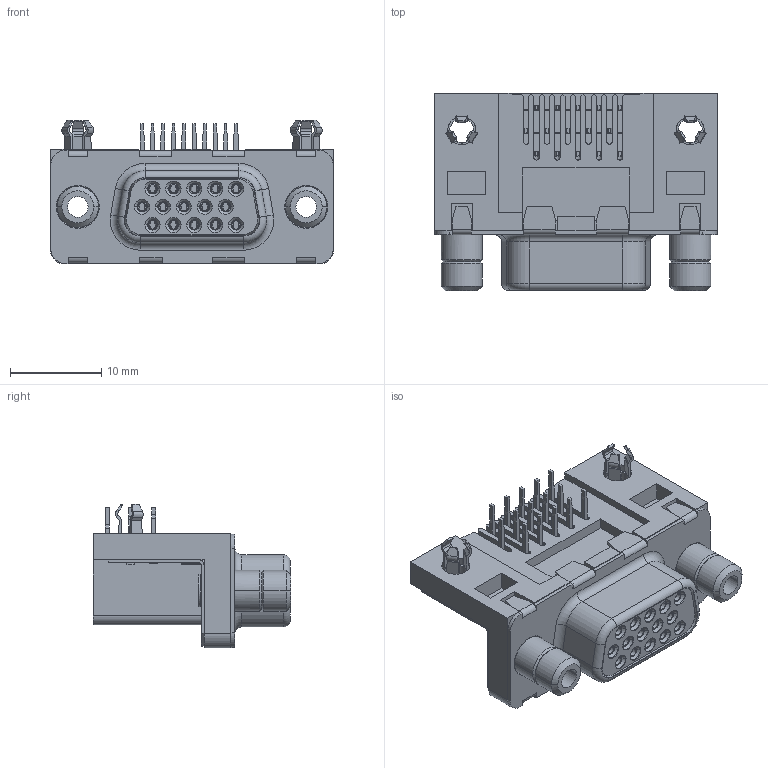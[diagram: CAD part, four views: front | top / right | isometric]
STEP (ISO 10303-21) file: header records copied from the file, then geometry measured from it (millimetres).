
FILE_DESCRIPTION((''),'2;1');
FILE_NAME('ICD15S13E4GV00LFC','2007-10-04T',('alwindv'),('FCI - CDC Division'),'PRO/ENGINEER BY PARAMETRIC TECHNOLOGY CORPORATION, 2004440','PRO/ENGINEER BY PARAMETRIC TECHNOLOGY CORPORATION, 2004440','');
FILE_SCHEMA(('CONFIG_CONTROL_DESIGN'));
Products named in the file (1): ICD15S13E4GV00LFC
Bounding box: 31 x 21.63 x 15.75 mm (x, y, z)
Volume: 3694.3 mm3; surface area: 5207.1 mm2
Topology: 1 solids, 1 shells, 1765 faces, 4983 edges, 3205 vertices
Faces by surface type: plane 1000, cylinder 423, bspline 198, torus 94, cone 50
Entity records: 67873 total; most frequent: CARTESIAN_POINT 22683, ORIENTED_EDGE 9966, DIRECTION 8736, EDGE_CURVE 4983, VECTOR 3294, LINE 3294, VERTEX_POINT 3205, AXIS2_PLACEMENT_3D 2721
